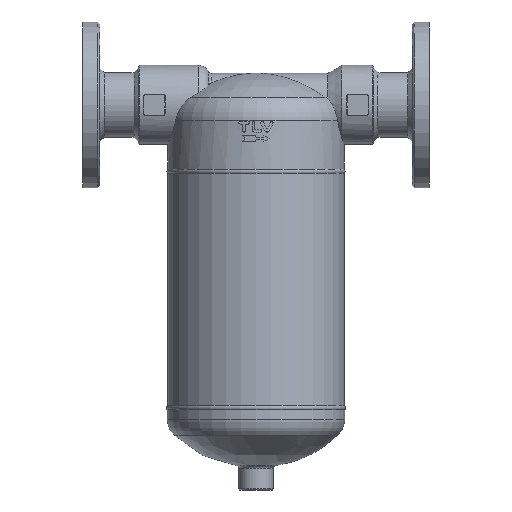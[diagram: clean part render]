
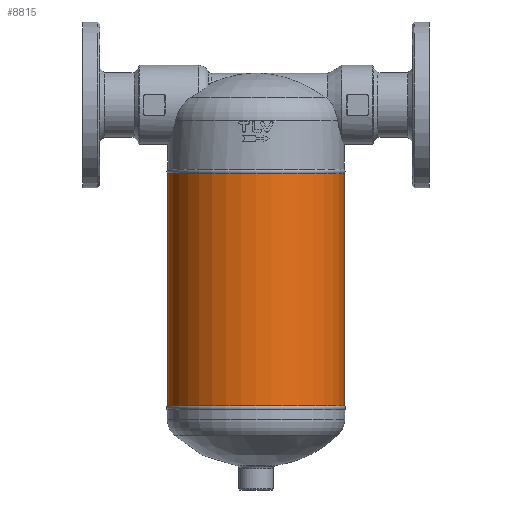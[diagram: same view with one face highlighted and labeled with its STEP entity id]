
A CAD part, front view. The second image highlights one B-rep face of the part: STEP entity #8815.
In plain terms, the highlighted cylindrical face has radius 82.6 mm (diameter 165.2 mm), a full revolution.
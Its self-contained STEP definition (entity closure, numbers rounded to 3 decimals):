
#8496=CARTESIAN_POINT('',(-82.6,0.,-219.066));
#8497=VERTEX_POINT('',#8496);
#8498=CARTESIAN_POINT('',(0.,0.0,-219.066));
#8499=DIRECTION('',(0.0,0.0,-1.0));
#8500=DIRECTION('',(1.0,0.0,0.0));
#8501=AXIS2_PLACEMENT_3D('',#8498,#8499,#8500);
#8502=CIRCLE('',#8501,82.6);
#8503=EDGE_CURVE('',#8497,#8497,#8502,.T.);
#8513=CARTESIAN_POINT('',(-82.6,0.,-1.934));
#8514=VERTEX_POINT('',#8513);
#8515=CARTESIAN_POINT('',(0.,0.0,-1.934));
#8516=DIRECTION('',(0.0,0.0,1.0));
#8517=DIRECTION('',(1.0,0.0,0.0));
#8518=AXIS2_PLACEMENT_3D('',#8515,#8516,#8517);
#8519=CIRCLE('',#8518,82.6);
#8520=EDGE_CURVE('',#8514,#8514,#8519,.T.);
#8804=CARTESIAN_POINT('',(0.,0.0,0.));
#8805=DIRECTION('',(0.,0.0,-1.0));
#8806=DIRECTION('',(1.0,0.0,0.0));
#8807=AXIS2_PLACEMENT_3D('',#8804,#8805,#8806);
#8808=CYLINDRICAL_SURFACE('',#8807,82.6);
#8809=ORIENTED_EDGE('',*,*,#8520,.F.);
#8810=EDGE_LOOP('',(#8809));
#8811=FACE_OUTER_BOUND('',#8810,.T.);
#8812=ORIENTED_EDGE('',*,*,#8503,.F.);
#8813=EDGE_LOOP('',(#8812));
#8814=FACE_BOUND('',#8813,.T.);
#8815=ADVANCED_FACE('',(#8811,#8814),#8808,.T.);
